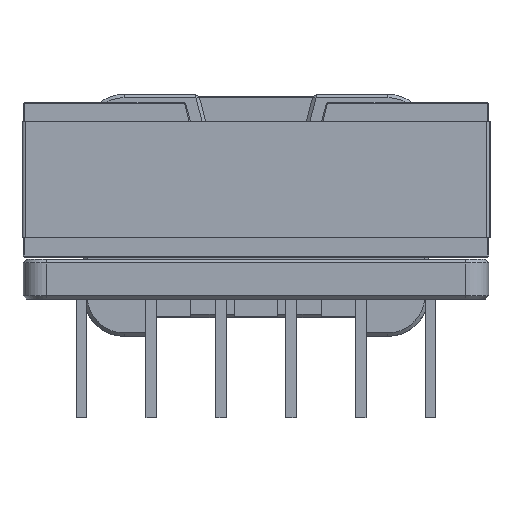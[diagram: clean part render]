
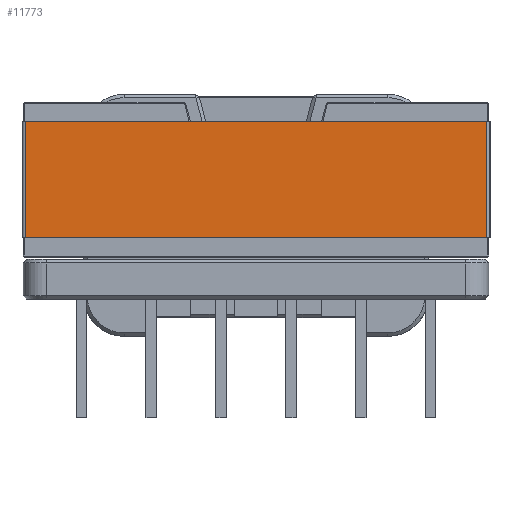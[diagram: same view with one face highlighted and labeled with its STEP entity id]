
A CAD part, left-side view. The second image highlights one B-rep face of the part: STEP entity #11773.
In plain terms, the highlighted planar face has unit normal (-1, 0, 0).
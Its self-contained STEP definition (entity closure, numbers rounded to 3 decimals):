
#900=FACE_OUTER_BOUND('',#1583,.T.);
#1583=EDGE_LOOP('',(#9901,#9902,#9903,#9904));
#2988=LINE('',#18625,#4396);
#2992=LINE('',#18635,#4400);
#2993=LINE('',#18639,#4401);
#2994=LINE('',#18640,#4402);
#4396=VECTOR('',#15477,19.8);
#4400=VECTOR('',#15487,4.988);
#4401=VECTOR('',#15492,4.988);
#4402=VECTOR('',#15493,19.8);
#5341=VERTEX_POINT('',#18622);
#5342=VERTEX_POINT('',#18624);
#5345=VERTEX_POINT('',#18634);
#5346=VERTEX_POINT('',#18638);
#6875=EDGE_CURVE('',#5341,#5342,#2988,.T.);
#6880=EDGE_CURVE('',#5342,#5345,#2992,.T.);
#6882=EDGE_CURVE('',#5341,#5346,#2993,.T.);
#6883=EDGE_CURVE('',#5345,#5346,#2994,.T.);
#9901=ORIENTED_EDGE('',*,*,#6875,.F.);
#9902=ORIENTED_EDGE('',*,*,#6882,.T.);
#9903=ORIENTED_EDGE('',*,*,#6883,.F.);
#9904=ORIENTED_EDGE('',*,*,#6880,.F.);
#10544=PLANE('',#12550);
#11773=ADVANCED_FACE('',(#900),#10544,.T.);
#12550=AXIS2_PLACEMENT_3D('',#18637,#15490,#15491);
#15477=DIRECTION('',(0.,1.,0.));
#15487=DIRECTION('',(0.,0.,1.));
#15490=DIRECTION('center_axis',(-1.,0.,0.));
#15491=DIRECTION('ref_axis',(0.,-1.,0.));
#15492=DIRECTION('',(0.,0.,1.));
#15493=DIRECTION('',(0.,-1.,0.));
#18622=CARTESIAN_POINT('',(-10.05,-9.9,4.231));
#18624=CARTESIAN_POINT('',(-10.05,9.9,4.231));
#18625=CARTESIAN_POINT('',(-10.05,-9.9,4.231));
#18634=CARTESIAN_POINT('',(-10.05,9.9,9.219));
#18635=CARTESIAN_POINT('',(-10.05,9.9,4.231));
#18637=CARTESIAN_POINT('Origin',(-10.05,9.9,4.231));
#18638=CARTESIAN_POINT('',(-10.05,-9.9,9.219));
#18639=CARTESIAN_POINT('',(-10.05,-9.9,4.231));
#18640=CARTESIAN_POINT('',(-10.05,-9.9,9.219));
